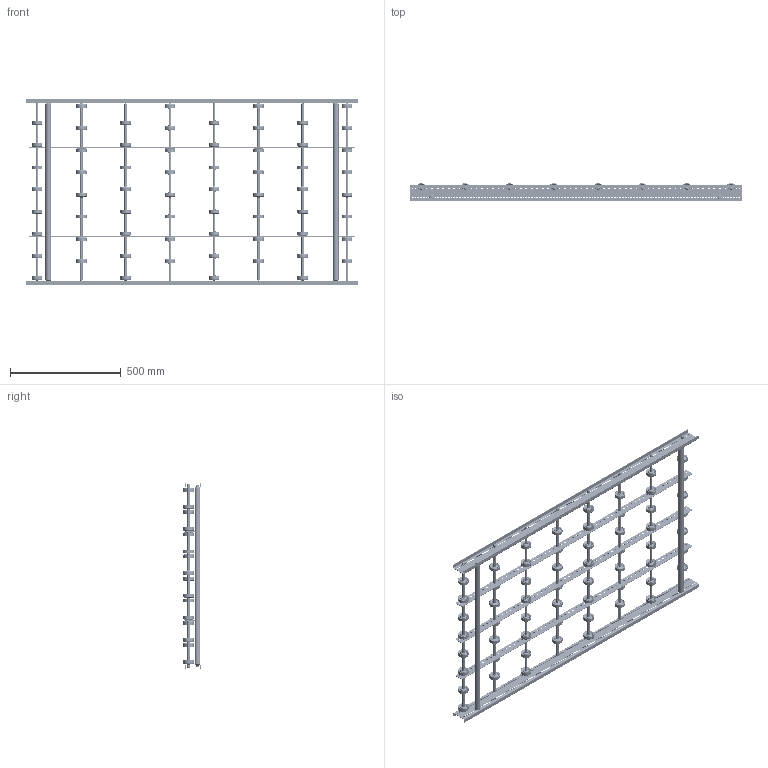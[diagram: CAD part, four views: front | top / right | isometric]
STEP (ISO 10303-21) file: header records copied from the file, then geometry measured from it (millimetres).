
FILE_DESCRIPTION (( 'STEP AP214' ), '1' );
FILE_NAME ('0052564.step', '2021-10-26T13:22:52', ( '' ), ( '' ), 'SwSTEP 2.0', 'SolidWorks 2020', '' );
FILE_SCHEMA (( 'AUTOMOTIVE_DESIGN' ));
Length unit declared in the file: millimetre
Products named in the file (10): K0011528_2200-48-8; S106837_Gewindestange-M8-KFG_L820; S100994_Sperrzahnschraube_M08x16-8.8-A2K; S100100_Längstraverse-42x2,5_S100102_L„ngstraverse-RB-L1500; Röllchenachse-für-Konfiguration_EL800 Stahl; 0046278_KB-ROHR-12X1,75mm_KFG_L75; 0052564; Hutmutter_DIN_1587_M8; Traversen_KFG_L800; Profil_LRB-20x70x20x2_KFG_S100201_U-PROFIL-20-70-20-2-LRB-L=1500
Assembly tree (52 placements, depth 3):
  0052564
    Profil_LRB-20x70x20x2_KFG_S100201_U-PROFIL-20-70-20-2-LRB-L=1500  x2
    S100994_Sperrzahnschraube_M08x16-8.8-A2K  x4
    Traversen_KFG_L800  x2
    Röllchenachse-für-Konfiguration_EL800 Stahl  x8
      S106837_Gewindestange-M8-KFG_L820
      0046278_KB-ROHR-12X1,75mm_KFG_L75
      K0011528_2200-48-8
    S100100_Längstraverse-42x2,5_S100102_L„ngstraverse-RB-L1500  x3
    Hutmutter_DIN_1587_M8  x16
Bounding box: 1500 x 79 x 840 mm (x, y, z)
Volume: 3145098.2 mm3; surface area: 2531999.7 mm2
Topology: 231 solids, 231 shells, 7632 faces, 16734 edges, 10316 vertices
Faces by surface type: cylinder 3374, torus 1680, plane 1434, cone 1128, bspline 16
Entity records: 30151 total; most frequent: DIRECTION 5345, CARTESIAN_POINT 5007, ORIENTED_EDGE 4496, AXIS2_PLACEMENT_3D 2304, EDGE_CURVE 2248, VERTEX_POINT 1470, EDGE_LOOP 1440, CIRCLE 1431
